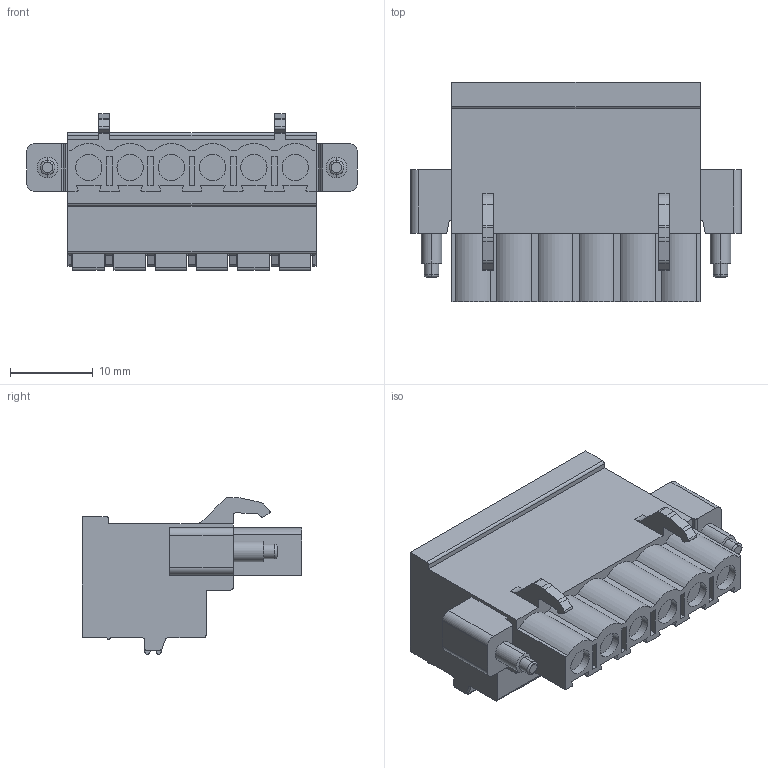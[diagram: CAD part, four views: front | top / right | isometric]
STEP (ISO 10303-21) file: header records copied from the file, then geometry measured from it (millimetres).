
FILE_DESCRIPTION((''),'2;1');
FILE_NAME('TLPSW-201RL-XXP-X','2024-09-23T14:39:35',('tluser'),(''),'CREO PARAMETRIC BY PTC INC, 2018100','CREO PARAMETRIC BY PTC INC, 2018100','');
FILE_SCHEMA(('CONFIG_CONTROL_DESIGN'));
Length unit declared in the file: millimetre
Products named in the file (1): TLPSW-201RL-XXP-X
Bounding box: 40.1 x 26.6 x 19 mm (x, y, z)
Volume: 8524.2 mm3; surface area: 4417.5 mm2
Topology: 1 solids, 1 shells, 421 faces, 1095 edges, 726 vertices
Faces by surface type: plane 270, cylinder 143, cone 4, torus 4
Entity records: 12933 total; most frequent: CARTESIAN_POINT 2242, DIRECTION 2239, ORIENTED_EDGE 2190, EDGE_CURVE 1095, VECTOR 793, LINE 793, VERTEX_POINT 726, AXIS2_PLACEMENT_3D 723
